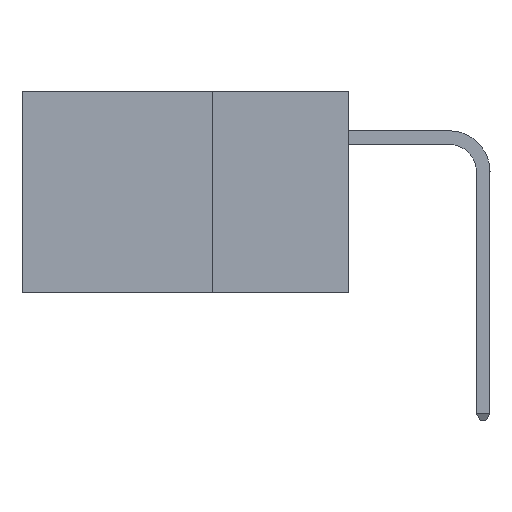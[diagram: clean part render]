
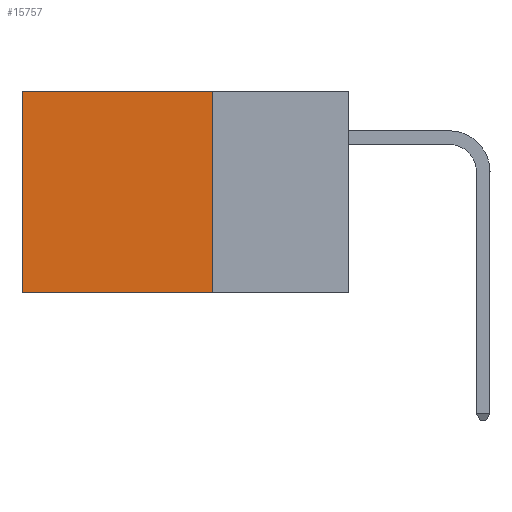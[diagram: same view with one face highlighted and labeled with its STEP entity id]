
A CAD part, left-side view. The second image highlights one B-rep face of the part: STEP entity #15757.
In plain terms, the highlighted planar face has unit normal (-1, 0, 0).
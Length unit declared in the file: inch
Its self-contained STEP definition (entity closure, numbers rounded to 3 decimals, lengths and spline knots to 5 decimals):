
#207 = VERTEX_POINT ( 'NONE', #8020 ) ;
#1720 = CARTESIAN_POINT ( 'NONE',  ( 0.2875, 0.25, 0. ) ) ;
#2766 = EDGE_CURVE ( 'NONE', #13069, #25417, #18306, .T. ) ;
#3058 = DIRECTION ( 'NONE',  ( 1., 0., 0. ) ) ;
#3640 = EDGE_CURVE ( 'NONE', #13069, #207, #22292, .T. ) ;
#4452 = DIRECTION ( 'NONE',  ( 0., 0., -1. ) ) ;
#8020 = CARTESIAN_POINT ( 'NONE',  ( 0.2875, 0.25, -0.37 ) ) ;
#9303 = VECTOR ( 'NONE', #12759, 39.37008 ) ;
#9635 = DIRECTION ( 'NONE',  ( 0., 0., -1. ) ) ;
#9892 = EDGE_LOOP ( 'NONE', ( #12198, #25755, #25534, #16581 ) ) ;
#10256 = CARTESIAN_POINT ( 'NONE',  ( 0.2875, 0.25, 0. ) ) ;
#10263 = VECTOR ( 'NONE', #20340, 39.37008 ) ;
#11618 = CARTESIAN_POINT ( 'NONE',  ( 0.2875, 0.6, -0.37 ) ) ;
#11664 = CARTESIAN_POINT ( 'NONE',  ( 0.2875, 0.25, 0. ) ) ;
#12198 = ORIENTED_EDGE ( 'NONE', *, *, #29727, .T. ) ;
#12605 = PLANE ( 'NONE',  #30679 ) ;
#12759 = DIRECTION ( 'NONE',  ( 0., 0., -1. ) ) ;
#13069 = VERTEX_POINT ( 'NONE', #11664 ) ;
#13495 = DIRECTION ( 'NONE',  ( 0., 1., 0. ) ) ;
#13948 = CARTESIAN_POINT ( 'NONE',  ( 0.2875, 0.25, -0.37 ) ) ;
#15757 = ADVANCED_FACE ( 'NONE', ( #26809 ), #12605, .F. ) ;
#16177 = CARTESIAN_POINT ( 'NONE',  ( 0.2875, 0.6, 0. ) ) ;
#16329 = LINE ( 'NONE', #16177, #28523 ) ;
#16437 = EDGE_CURVE ( 'NONE', #207, #23397, #23632, .T. ) ;
#16581 = ORIENTED_EDGE ( 'NONE', *, *, #2766, .T. ) ;
#18306 = LINE ( 'NONE', #1720, #10263 ) ;
#20340 = DIRECTION ( 'NONE',  ( 0., 1., 0. ) ) ;
#22292 = LINE ( 'NONE', #25672, #9303 ) ;
#23397 = VERTEX_POINT ( 'NONE', #11618 ) ;
#23632 = LINE ( 'NONE', #13948, #30217 ) ;
#25417 = VERTEX_POINT ( 'NONE', #28248 ) ;
#25534 = ORIENTED_EDGE ( 'NONE', *, *, #3640, .F. ) ;
#25672 = CARTESIAN_POINT ( 'NONE',  ( 0.2875, 0.25, 0. ) ) ;
#25755 = ORIENTED_EDGE ( 'NONE', *, *, #16437, .F. ) ;
#26809 = FACE_OUTER_BOUND ( 'NONE', #9892, .T. ) ;
#28248 = CARTESIAN_POINT ( 'NONE',  ( 0.2875, 0.6, 0. ) ) ;
#28523 = VECTOR ( 'NONE', #4452, 39.37008 ) ;
#29727 = EDGE_CURVE ( 'NONE', #25417, #23397, #16329, .T. ) ;
#30217 = VECTOR ( 'NONE', #13495, 39.37008 ) ;
#30679 = AXIS2_PLACEMENT_3D ( 'NONE', #10256, #3058, #9635 ) ;
